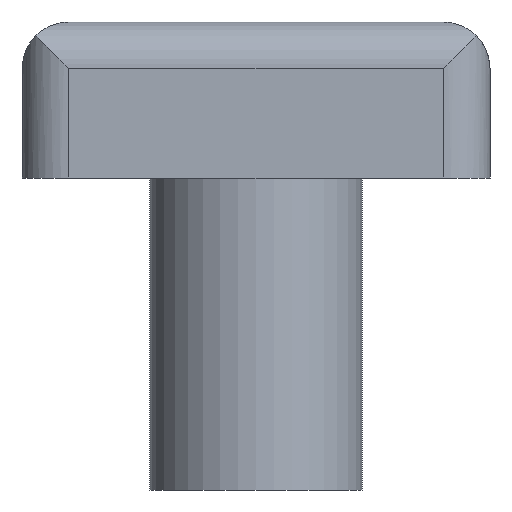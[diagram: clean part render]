
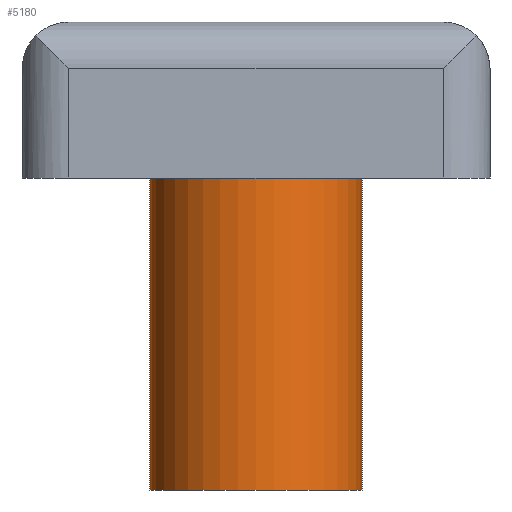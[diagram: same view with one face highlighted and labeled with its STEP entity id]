
A CAD part, front view. The second image highlights one B-rep face of the part: STEP entity #5180.
In plain terms, the highlighted cylindrical face has radius 3.4 mm (diameter 6.8 mm), a partial arc.
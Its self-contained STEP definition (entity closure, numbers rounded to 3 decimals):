
#2180=CARTESIAN_POINT('',(10.,35.,5.));
#2190=DIRECTION('',(0.,0.,1.));
#2200=DIRECTION('',(-1.,0.,0.));
#2210=AXIS2_PLACEMENT_3D('',#2180,#2190,#2200);
#2220=CIRCLE('',#2210,3.4);
#2230=CARTESIAN_POINT('',(6.6,35.,5.));
#2240=VERTEX_POINT('',#2230);
#2250=CARTESIAN_POINT('',(13.4,35.,5.));
#2260=VERTEX_POINT('',#2250);
#2290=EDGE_CURVE('',#2260,#2240,#2220,.T.);
#4810=CARTESIAN_POINT('',(10.,35.,15.));
#4820=DIRECTION('',(0.,0.,1.));
#4830=DIRECTION('',(-1.,0.,0.));
#4840=AXIS2_PLACEMENT_3D('',#4810,#4820,#4830);
#4850=CIRCLE('',#4840,3.4);
#4860=CARTESIAN_POINT('',(6.6,35.,15.));
#4870=VERTEX_POINT('',#4860);
#4880=CARTESIAN_POINT('',(13.4,35.,15.));
#4890=VERTEX_POINT('',#4880);
#4920=EDGE_CURVE('',#4890,#4870,#4850,.T.);
#4970=CARTESIAN_POINT('',(10.,35.,5.));
#4980=DIRECTION('',(0.,0.,1.));
#4990=DIRECTION('',(-1.,0.,0.));
#5000=AXIS2_PLACEMENT_3D('',#4970,#4980,#4990);
#5010=CYLINDRICAL_SURFACE('',#5000,3.4);
#5020=CARTESIAN_POINT('',(6.6,35.,5.));
#5030=DIRECTION('',(0.,0.,1.));
#5040=VECTOR('',#5030,1.);
#5050=LINE('',#5020,#5040);
#5060=EDGE_CURVE('',#2240,#4870,#5050,.T.);
#5070=ORIENTED_EDGE('',*,*,#5060,.T.);
#5080=ORIENTED_EDGE('',*,*,#2290,.T.);
#5090=CARTESIAN_POINT('',(13.4,35.,5.));
#5100=DIRECTION('',(0.,0.,1.));
#5110=VECTOR('',#5100,1.);
#5120=LINE('',#5090,#5110);
#5130=EDGE_CURVE('',#2260,#4890,#5120,.T.);
#5140=ORIENTED_EDGE('',*,*,#5130,.F.);
#5150=ORIENTED_EDGE('',*,*,#4920,.F.);
#5160=EDGE_LOOP('',(#5150,#5140,#5080,#5070));
#5170=FACE_OUTER_BOUND('',#5160,.T.);
#5180=ADVANCED_FACE('',(#5170),#5010,.T.);
